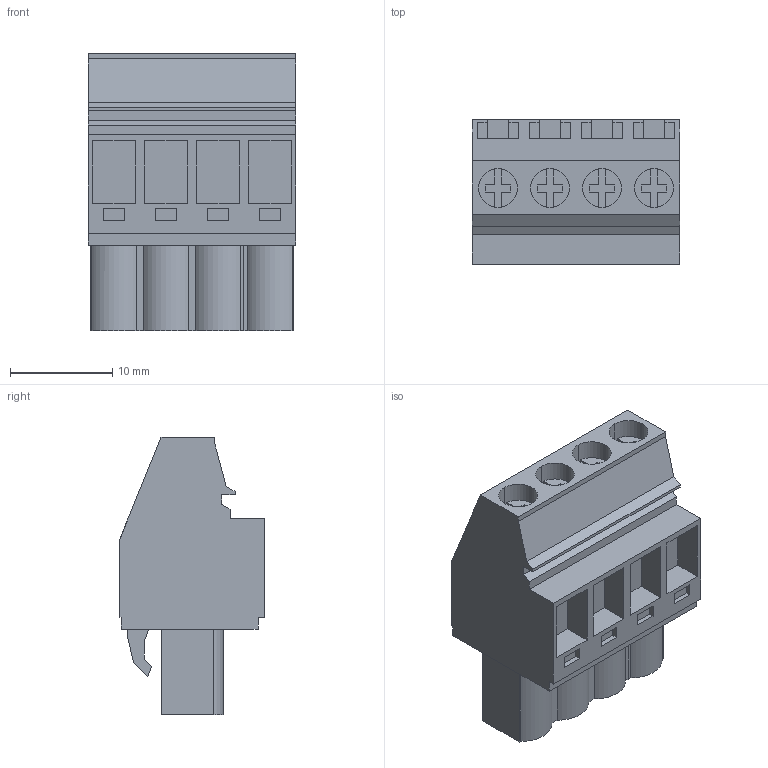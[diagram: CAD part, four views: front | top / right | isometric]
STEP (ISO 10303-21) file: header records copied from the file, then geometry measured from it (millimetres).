
FILE_DESCRIPTION(('CATIA V5 STEP','CAx-IF Rec.Pracs.--- Model Styling and Organization---1.2---2011-12-15'),'2;1');
FILE_NAME ('D1460145_0_1949040000_1949040000.stp','2017-09-09T07:22:25+00:00',('none'),('Weidmueller'),'CATIA Version 5-6 Release 2014','CATIA V5 STEP AP214','none');
FILE_SCHEMA(('AUTOMOTIVE_DESIGN { 1 0 10303 214 1 1 1 1 }'));
Length unit declared in the file: millimetre
Products named in the file (1): 1949040000
Bounding box: 20.32 x 14.1 x 27.1 mm (x, y, z)
Volume: 4616.9 mm3; surface area: 3101.2 mm2
Topology: 5 solids, 5 shells, 288 faces, 796 edges, 535 vertices
Faces by surface type: plane 252, cylinder 34, extrusion 2
Entity records: 8870 total; most frequent: ORIENTED_EDGE 1592, CARTESIAN_POINT 1564, DIRECTION 1206, EDGE_CURVE 796, VECTOR 710, LINE 708, VERTEX_POINT 535, EDGE_LOOP 307
